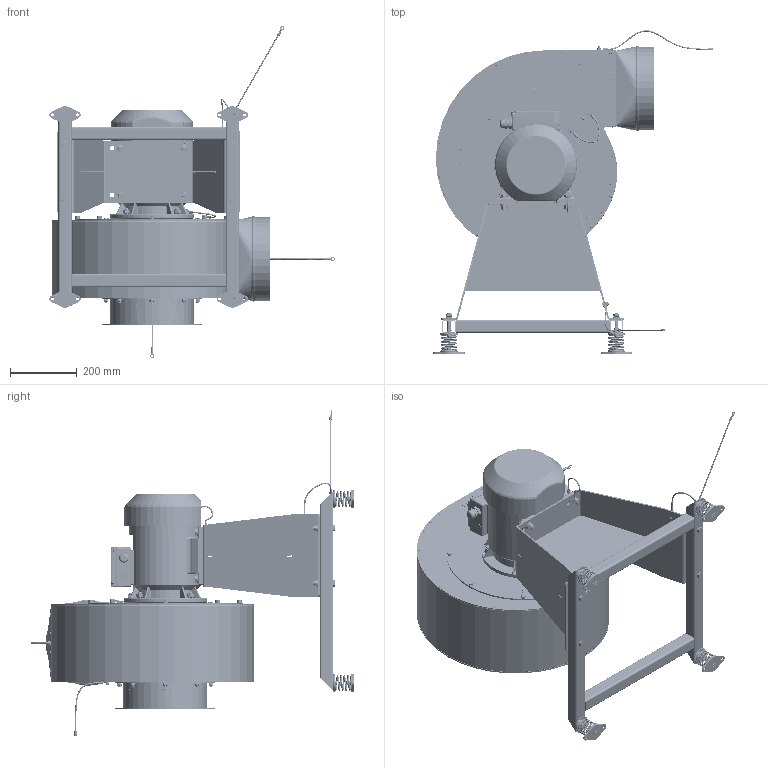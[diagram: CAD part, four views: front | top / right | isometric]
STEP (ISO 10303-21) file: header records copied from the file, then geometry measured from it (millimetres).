
FILE_DESCRIPTION(/* description */ ('888W25 WPA-10-S-N/Ex','CAx-IF Rec.Pracs.---Representation and Presentation of Product Manufacturing Information (PMI)---4.0---2014-10-13'),/* implementation_level */ '2;1');
FILE_NAME(/* name */ '888W25 WPA-10-S-N_Ex.stp',/* time_stamp */ '2022-05-10T09:04:00+02:00',/* author */ ('b.kitowicz'),/* organization */ ('KLIMAWENT S.A.'),/* preprocessor_version */ 'ST-DEVELOPER v18.1',/* originating_system */ 'Autodesk Inventor 2021',/* authorisation */ '');
FILE_SCHEMA (('AP242_MANAGED_MODEL_BASED_3D_ENGINEERING_MIM_LF { 1 0 10303 442 1 1 4 }'));
Products named in the file (1): ~~
Bounding box: 853.19 x 966.38 x 992.56 mm (x, y, z)
Volume: 16348749.7 mm3; surface area: 4346431.5 mm2
Topology: 38 solids, 40 shells, 9600 faces, 24110 edges, 15359 vertices
Faces by surface type: plane 4682, cylinder 2497, bspline 1476, torus 608, cone 321, sphere 16
Full cylindrical faces by diameter (mm): 3 x28, 3.2 x14, 3.4 x7, 4 x104, 4.1 x3, 4.2 x82, 4.3 x8, 4.4 x8, 4.5 x12, 5.5 x12, 6 x20, 6.1 x3, 6.4 x3, 6.5 x27, 6.65 x3, 7 x9, 7.5 x3, 8 x133, 8.376 x1, 8.4 x3, 8.5 x12, 8.8 x8, 8.88 x1, 9 x24, 10 x12, 10.5 x4, 10.9 x8, 11 x8, 11.63 x13, 12 x16
Entity records: 331821 total; most frequent: CARTESIAN_POINT 97096, ORIENTED_EDGE 48150, DIRECTION 44766, EDGE_CURVE 24077, AXIS2_PLACEMENT_3D 16297, VERTEX_POINT 15359, LINE 12172, VECTOR 12172
